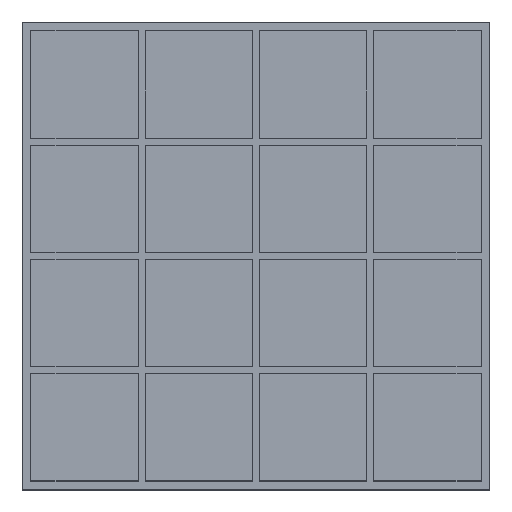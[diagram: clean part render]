
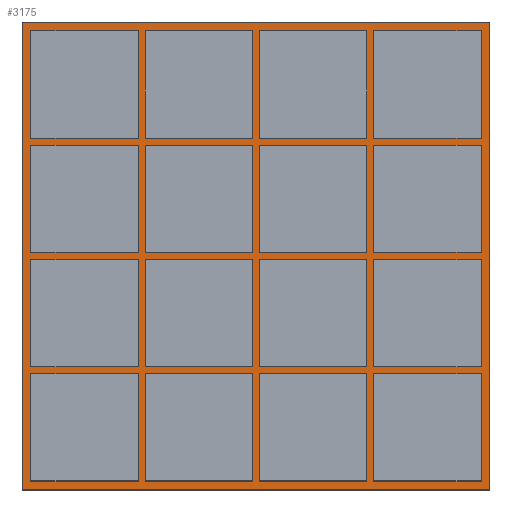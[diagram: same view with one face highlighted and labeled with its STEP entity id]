
A CAD part, top view. The second image highlights one B-rep face of the part: STEP entity #3175.
In plain terms, the highlighted planar face has unit normal (0, 0, 1).
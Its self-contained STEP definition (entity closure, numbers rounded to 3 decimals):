
#3045=CARTESIAN_POINT('',(-6.55,6.55,1.15));
#3046=VERTEX_POINT('',#3045);
#3047=CARTESIAN_POINT('',(6.55,6.55,1.15));
#3048=VERTEX_POINT('',#3047);
#3049=CARTESIAN_POINT('',(-6.55,6.55,1.15));
#3050=DIRECTION('',(1.0,0.0,0.0));
#3051=VECTOR('',#3050,13.1);
#3052=LINE('',#3049,#3051);
#3053=EDGE_CURVE('',#3046,#3048,#3052,.T.);
#3085=CARTESIAN_POINT('',(6.55,-6.55,1.15));
#3086=VERTEX_POINT('',#3085);
#3087=CARTESIAN_POINT('',(6.55,6.55,1.15));
#3088=DIRECTION('',(0.0,-1.0,0.0));
#3089=VECTOR('',#3088,13.1);
#3090=LINE('',#3087,#3089);
#3091=EDGE_CURVE('',#3048,#3086,#3090,.T.);
#3116=CARTESIAN_POINT('',(-6.55,-6.55,1.15));
#3117=VERTEX_POINT('',#3116);
#3118=CARTESIAN_POINT('',(6.55,-6.55,1.15));
#3119=DIRECTION('',(-1.0,0.0,0.0));
#3120=VECTOR('',#3119,13.1);
#3121=LINE('',#3118,#3120);
#3122=EDGE_CURVE('',#3086,#3117,#3121,.T.);
#3147=CARTESIAN_POINT('',(-6.55,-6.55,1.15));
#3148=DIRECTION('',(0.0,1.0,0.0));
#3149=VECTOR('',#3148,13.1);
#3150=LINE('',#3147,#3149);
#3151=EDGE_CURVE('',#3117,#3046,#3150,.T.);
#3164=CARTESIAN_POINT('',(0.0,0.,1.15));
#3165=DIRECTION('',(0.0,0.0,1.0));
#3166=DIRECTION('',(0.0,1.0,0.0));
#3167=AXIS2_PLACEMENT_3D('',#3164,#3165,#3166);
#3168=PLANE('',#3167);
#3169=ORIENTED_EDGE('',*,*,#3053,.F.);
#3170=ORIENTED_EDGE('',*,*,#3151,.F.);
#3171=ORIENTED_EDGE('',*,*,#3122,.F.);
#3172=ORIENTED_EDGE('',*,*,#3091,.F.);
#3173=EDGE_LOOP('',(#3169,#3170,#3171,#3172));
#3174=FACE_OUTER_BOUND('',#3173,.T.);
#3175=ADVANCED_FACE('',(#3174),#3168,.T.);
